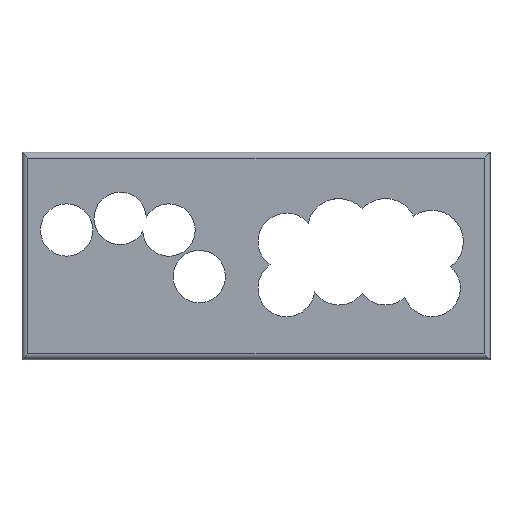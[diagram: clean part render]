
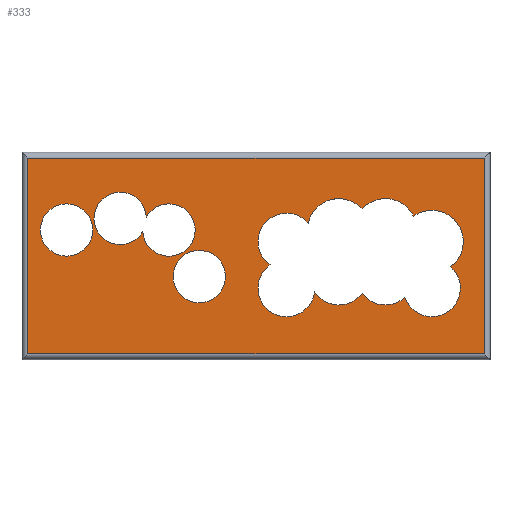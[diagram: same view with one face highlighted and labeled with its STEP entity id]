
A CAD part, top view. The second image highlights one B-rep face of the part: STEP entity #333.
In plain terms, the highlighted planar face has unit normal (0, 0, 1).
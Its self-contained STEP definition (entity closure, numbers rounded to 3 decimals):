
#15=FACE_BOUND('',#72,.T.);
#16=FACE_BOUND('',#73,.T.);
#17=FACE_BOUND('',#74,.T.);
#18=FACE_BOUND('',#75,.T.);
#23=CIRCLE('',#358,11.25);
#24=CIRCLE('',#359,11.25);
#25=CIRCLE('',#360,11.25);
#26=CIRCLE('',#361,11.25);
#27=CIRCLE('',#362,13.5);
#28=CIRCLE('',#363,12.25);
#29=CIRCLE('',#364,12.25);
#30=CIRCLE('',#365,12.25);
#31=CIRCLE('',#366,12.25);
#32=CIRCLE('',#367,12.25);
#33=CIRCLE('',#368,13.5);
#34=CIRCLE('',#369,13.5);
#47=PLANE('',#357);
#53=FACE_OUTER_BOUND('',#71,.T.);
#71=EDGE_LOOP('',(#233,#234,#235,#236));
#72=EDGE_LOOP('',(#237));
#73=EDGE_LOOP('',(#238,#239));
#74=EDGE_LOOP('',(#240));
#75=EDGE_LOOP('',(#241,#242,#243,#244,#245,#246,#247,#248));
#97=LINE('',#513,#117);
#99=LINE('',#521,#119);
#101=LINE('',#527,#121);
#104=LINE('',#533,#124);
#117=VECTOR('',#399,2.5);
#119=VECTOR('',#407,2.5);
#121=VECTOR('',#413,2.5);
#124=VECTOR('',#420,2.5);
#137=VERTEX_POINT('',#511);
#138=VERTEX_POINT('',#512);
#141=VERTEX_POINT('',#520);
#143=VERTEX_POINT('',#526);
#145=VERTEX_POINT('',#535);
#146=VERTEX_POINT('',#537);
#147=VERTEX_POINT('',#538);
#148=VERTEX_POINT('',#541);
#149=VERTEX_POINT('',#543);
#150=VERTEX_POINT('',#544);
#151=VERTEX_POINT('',#546);
#152=VERTEX_POINT('',#548);
#153=VERTEX_POINT('',#550);
#154=VERTEX_POINT('',#552);
#155=VERTEX_POINT('',#554);
#156=VERTEX_POINT('',#556);
#169=EDGE_CURVE('',#137,#138,#97,.T.);
#173=EDGE_CURVE('',#138,#141,#99,.T.);
#176=EDGE_CURVE('',#141,#143,#101,.T.);
#180=EDGE_CURVE('',#143,#137,#104,.T.);
#181=EDGE_CURVE('',#145,#145,#23,.T.);
#182=EDGE_CURVE('',#146,#147,#24,.T.);
#183=EDGE_CURVE('',#147,#146,#25,.T.);
#184=EDGE_CURVE('',#148,#148,#26,.T.);
#185=EDGE_CURVE('',#149,#150,#27,.T.);
#186=EDGE_CURVE('',#150,#151,#28,.T.);
#187=EDGE_CURVE('',#151,#152,#29,.T.);
#188=EDGE_CURVE('',#152,#153,#30,.T.);
#189=EDGE_CURVE('',#153,#154,#31,.T.);
#190=EDGE_CURVE('',#154,#155,#32,.T.);
#191=EDGE_CURVE('',#155,#156,#33,.T.);
#192=EDGE_CURVE('',#156,#149,#34,.T.);
#233=ORIENTED_EDGE('',*,*,#169,.F.);
#234=ORIENTED_EDGE('',*,*,#180,.F.);
#235=ORIENTED_EDGE('',*,*,#176,.F.);
#236=ORIENTED_EDGE('',*,*,#173,.F.);
#237=ORIENTED_EDGE('',*,*,#181,.T.);
#238=ORIENTED_EDGE('',*,*,#182,.T.);
#239=ORIENTED_EDGE('',*,*,#183,.T.);
#240=ORIENTED_EDGE('',*,*,#184,.T.);
#241=ORIENTED_EDGE('',*,*,#185,.T.);
#242=ORIENTED_EDGE('',*,*,#186,.T.);
#243=ORIENTED_EDGE('',*,*,#187,.T.);
#244=ORIENTED_EDGE('',*,*,#188,.T.);
#245=ORIENTED_EDGE('',*,*,#189,.T.);
#246=ORIENTED_EDGE('',*,*,#190,.T.);
#247=ORIENTED_EDGE('',*,*,#191,.T.);
#248=ORIENTED_EDGE('',*,*,#192,.T.);
#333=ADVANCED_FACE('',(#53,#15,#16,#17,#18),#47,.T.);
#357=AXIS2_PLACEMENT_3D('',#534,#421,#422);
#358=AXIS2_PLACEMENT_3D('',#536,#423,#424);
#359=AXIS2_PLACEMENT_3D('',#539,#425,#426);
#360=AXIS2_PLACEMENT_3D('',#540,#427,#428);
#361=AXIS2_PLACEMENT_3D('',#542,#429,#430);
#362=AXIS2_PLACEMENT_3D('',#545,#431,#432);
#363=AXIS2_PLACEMENT_3D('',#547,#433,#434);
#364=AXIS2_PLACEMENT_3D('',#549,#435,#436);
#365=AXIS2_PLACEMENT_3D('',#551,#437,#438);
#366=AXIS2_PLACEMENT_3D('',#553,#439,#440);
#367=AXIS2_PLACEMENT_3D('',#555,#441,#442);
#368=AXIS2_PLACEMENT_3D('',#557,#443,#444);
#369=AXIS2_PLACEMENT_3D('',#558,#445,#446);
#399=DIRECTION('',(1.,0.,0.));
#407=DIRECTION('',(0.,-1.,0.));
#413=DIRECTION('',(-1.,0.,0.));
#420=DIRECTION('',(0.,1.,0.));
#421=DIRECTION('center_axis',(0.,0.,1.));
#422=DIRECTION('ref_axis',(1.,0.,0.));
#423=DIRECTION('center_axis',(0.,0.,-1.));
#424=DIRECTION('ref_axis',(1.,0.,0.));
#425=DIRECTION('center_axis',(0.,0.,-1.));
#426=DIRECTION('ref_axis',(1.,0.,0.));
#427=DIRECTION('center_axis',(0.,0.,-1.));
#428=DIRECTION('ref_axis',(1.,0.,0.));
#429=DIRECTION('center_axis',(0.,0.,-1.));
#430=DIRECTION('ref_axis',(1.,0.,0.));
#431=DIRECTION('center_axis',(0.,0.,-1.));
#432=DIRECTION('ref_axis',(1.,0.,0.));
#433=DIRECTION('center_axis',(0.,0.,-1.));
#434=DIRECTION('ref_axis',(1.,0.,0.));
#435=DIRECTION('center_axis',(0.,0.,-1.));
#436=DIRECTION('ref_axis',(1.,0.,0.));
#437=DIRECTION('center_axis',(0.,0.,-1.));
#438=DIRECTION('ref_axis',(1.,0.,0.));
#439=DIRECTION('center_axis',(0.,0.,-1.));
#440=DIRECTION('ref_axis',(1.,0.,0.));
#441=DIRECTION('center_axis',(0.,0.,-1.));
#442=DIRECTION('ref_axis',(1.,0.,0.));
#443=DIRECTION('center_axis',(0.,0.,-1.));
#444=DIRECTION('ref_axis',(1.,0.,0.));
#445=DIRECTION('center_axis',(0.,0.,-1.));
#446=DIRECTION('ref_axis',(1.,0.,0.));
#511=CARTESIAN_POINT('',(23.574,-122.464,-2.));
#512=CARTESIAN_POINT('',(219.838,-122.464,-2.));
#513=CARTESIAN_POINT('',(21.125,-122.464,-2.));
#520=CARTESIAN_POINT('',(219.838,-206.562,-2.));
#521=CARTESIAN_POINT('',(219.838,-120.015,-2.));
#526=CARTESIAN_POINT('',(23.574,-206.562,-2.));
#527=CARTESIAN_POINT('',(222.287,-206.562,-2.));
#533=CARTESIAN_POINT('',(23.574,-209.012,-2.));
#534=CARTESIAN_POINT('Origin',(121.706,-164.513,-2.));
#535=CARTESIAN_POINT('',(29.05,-153.35,-2.));
#536=CARTESIAN_POINT('Origin',(40.3,-153.35,-2.));
#537=CARTESIAN_POINT('',(74.535,-147.764,-2.));
#538=CARTESIAN_POINT('',(73.065,-153.936,-2.));
#539=CARTESIAN_POINT('Origin',(84.3,-153.35,-2.));
#540=CARTESIAN_POINT('Origin',(63.3,-148.35,-2.));
#541=CARTESIAN_POINT('',(86.05,-173.35,-2.));
#542=CARTESIAN_POINT('Origin',(97.3,-173.35,-2.));
#543=CARTESIAN_POINT('',(189.414,-147.392,-2.));
#544=CARTESIAN_POINT('',(205.394,-169.155,-2.));
#545=CARTESIAN_POINT('Origin',(197.3,-158.35,-2.));
#546=CARTESIAN_POINT('',(185.695,-182.271,-2.));
#547=CARTESIAN_POINT('Origin',(197.3,-178.35,-2.));
#548=CARTESIAN_POINT('',(167.3,-180.425,-2.));
#549=CARTESIAN_POINT('Origin',(177.3,-173.35,-2.));
#550=CARTESIAN_POINT('',(146.951,-179.904,-2.));
#551=CARTESIAN_POINT('Origin',(157.3,-173.35,-2.));
#552=CARTESIAN_POINT('',(127.725,-168.35,-2.));
#553=CARTESIAN_POINT('Origin',(134.8,-178.35,-2.));
#554=CARTESIAN_POINT('',(144.125,-150.406,-2.));
#555=CARTESIAN_POINT('Origin',(134.8,-158.35,-2.));
#556=CARTESIAN_POINT('',(167.3,-144.281,-2.));
#557=CARTESIAN_POINT('Origin',(157.3,-153.35,-2.));
#558=CARTESIAN_POINT('Origin',(177.3,-153.35,-2.));
